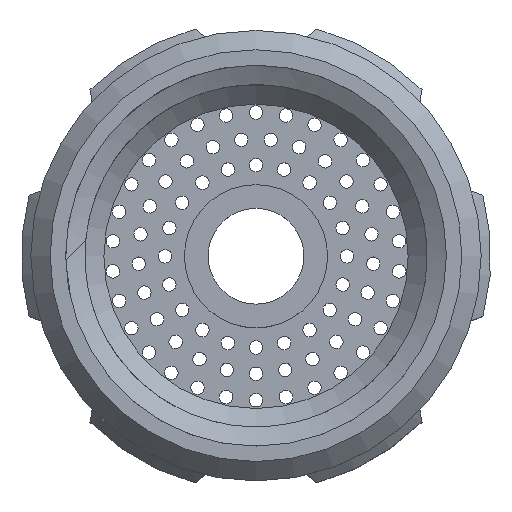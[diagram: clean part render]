
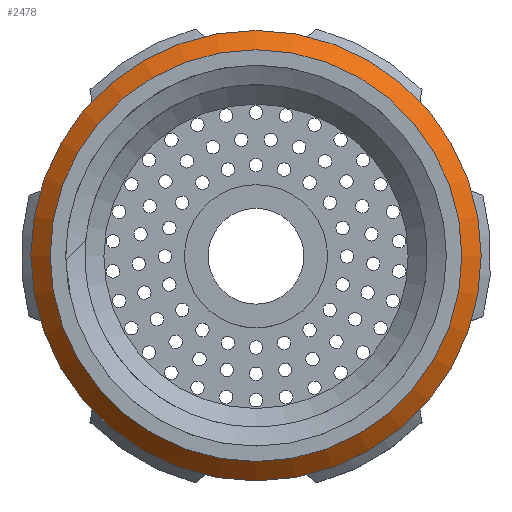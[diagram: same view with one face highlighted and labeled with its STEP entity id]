
A CAD part, top view. The second image highlights one B-rep face of the part: STEP entity #2478.
In plain terms, the highlighted conical face has half-angle 45 degrees and reference radius 24.084 mm.
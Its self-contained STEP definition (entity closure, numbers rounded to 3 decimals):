
#52=CONICAL_SURFACE('',#2705,24.084,0.785);
#262=FACE_OUTER_BOUND('',#467,.T.);
#467=EDGE_LOOP('',(#1815,#1816,#1817,#1818));
#753=CIRCLE('',#2704,25.164);
#754=CIRCLE('',#2706,23.004);
#887=LINE('',#4671,#1003);
#1003=VECTOR('',#3140,24.084);
#1205=VERTEX_POINT('',#4665);
#1206=VERTEX_POINT('',#4669);
#1444=EDGE_CURVE('',#1205,#1205,#753,.T.);
#1446=EDGE_CURVE('',#1206,#1206,#754,.T.);
#1447=EDGE_CURVE('',#1206,#1205,#887,.T.);
#1815=ORIENTED_EDGE('',*,*,#1446,.F.);
#1816=ORIENTED_EDGE('',*,*,#1447,.T.);
#1817=ORIENTED_EDGE('',*,*,#1444,.T.);
#1818=ORIENTED_EDGE('',*,*,#1447,.F.);
#2478=ADVANCED_FACE('',(#262),#52,.T.);
#2704=AXIS2_PLACEMENT_3D('',#4666,#3133,#3134);
#2705=AXIS2_PLACEMENT_3D('',#4668,#3136,#3137);
#2706=AXIS2_PLACEMENT_3D('',#4670,#3138,#3139);
#3133=DIRECTION('center_axis',(0.,0.,1.));
#3134=DIRECTION('ref_axis',(1.,0.,0.));
#3136=DIRECTION('center_axis',(0.,0.,-1.));
#3137=DIRECTION('ref_axis',(0.,-1.,0.));
#3138=DIRECTION('center_axis',(0.,0.,1.));
#3139=DIRECTION('ref_axis',(1.,0.,0.));
#3140=DIRECTION('',(0.,0.707,-0.707));
#4665=CARTESIAN_POINT('',(1.374,23.789,17.8));
#4666=CARTESIAN_POINT('Origin',(1.374,-1.375,17.8));
#4668=CARTESIAN_POINT('Origin',(1.374,-1.375,18.88));
#4669=CARTESIAN_POINT('',(1.374,21.629,19.96));
#4670=CARTESIAN_POINT('Origin',(1.374,-1.375,19.96));
#4671=CARTESIAN_POINT('',(1.374,22.709,18.88));
